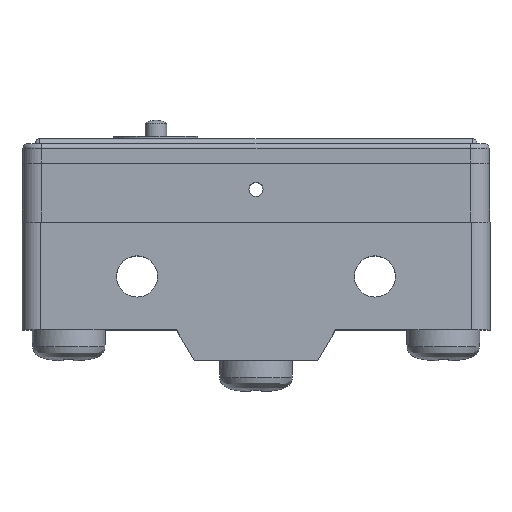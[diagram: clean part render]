
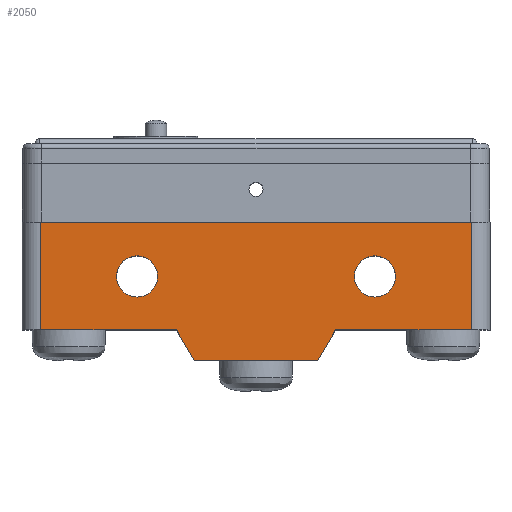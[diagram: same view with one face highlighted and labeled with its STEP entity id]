
A CAD part, top view. The second image highlights one B-rep face of the part: STEP entity #2050.
In plain terms, the highlighted planar face has unit normal (0, 0, 1).
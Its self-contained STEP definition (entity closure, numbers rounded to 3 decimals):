
#6=DIRECTION('',(1.,0.,0.));
#7=VECTOR('',#6,13.2);
#8=CARTESIAN_POINT('',(-6.6,0.,9.));
#9=LINE('',#8,#7);
#76=CARTESIAN_POINT('',(12.7,9.,9.));
#77=DIRECTION('',(0.,0.,1.));
#78=DIRECTION('',(1.,0.,0.));
#79=AXIS2_PLACEMENT_3D('',#76,#77,#78);
#81=CARTESIAN_POINT('',(12.7,9.,9.));
#82=DIRECTION('',(0.,0.,1.));
#83=DIRECTION('',(-1.,0.,0.));
#84=AXIS2_PLACEMENT_3D('',#81,#82,#83);
#86=CARTESIAN_POINT('',(-12.7,9.,9.));
#87=DIRECTION('',(0.,0.,1.));
#88=DIRECTION('',(1.,0.,0.));
#89=AXIS2_PLACEMENT_3D('',#86,#87,#88);
#91=CARTESIAN_POINT('',(-12.7,9.,9.));
#92=DIRECTION('',(0.,0.,1.));
#93=DIRECTION('',(-1.,0.,0.));
#94=AXIS2_PLACEMENT_3D('',#91,#92,#93);
#96=DIRECTION('',(0.,-1.,0.));
#97=VECTOR('',#96,11.5);
#98=CARTESIAN_POINT('',(23.,14.8,9.));
#99=LINE('',#98,#97);
#100=DIRECTION('',(-1.,0.,0.));
#101=VECTOR('',#100,14.5);
#102=CARTESIAN_POINT('',(23.,3.3,9.));
#103=LINE('',#102,#101);
#104=DIRECTION('',(-0.499,-0.867,0.));
#105=VECTOR('',#104,3.808);
#106=CARTESIAN_POINT('',(8.5,3.3,9.));
#107=LINE('',#106,#105);
#108=DIRECTION('',(-0.499,0.867,0.));
#109=VECTOR('',#108,3.808);
#110=CARTESIAN_POINT('',(-6.6,0.,9.));
#111=LINE('',#110,#109);
#112=DIRECTION('',(1.,0.,0.));
#113=VECTOR('',#112,14.5);
#114=CARTESIAN_POINT('',(-23.,3.3,9.));
#115=LINE('',#114,#113);
#116=DIRECTION('',(0.,-1.,0.));
#117=VECTOR('',#116,11.5);
#118=CARTESIAN_POINT('',(-23.,14.8,9.));
#119=LINE('',#118,#117);
#137=DIRECTION('',(1.,0.,0.));
#138=VECTOR('',#137,46.);
#139=CARTESIAN_POINT('',(-23.,14.8,9.));
#140=LINE('',#139,#138);
#1588=CARTESIAN_POINT('',(-6.6,0.,9.));
#1590=VERTEX_POINT('',#1588);
#1592=CARTESIAN_POINT('',(6.6,0.,9.));
#1594=VERTEX_POINT('',#1592);
#1596=CARTESIAN_POINT('',(-8.5,3.3,9.));
#1597=VERTEX_POINT('',#1596);
#1598=CARTESIAN_POINT('',(8.5,3.3,9.));
#1599=VERTEX_POINT('',#1598);
#1604=CARTESIAN_POINT('',(14.9,9.,9.));
#1605=CARTESIAN_POINT('',(10.5,9.,9.));
#1606=VERTEX_POINT('',#1604);
#1607=VERTEX_POINT('',#1605);
#1608=CARTESIAN_POINT('',(-10.5,9.,9.));
#1609=CARTESIAN_POINT('',(-14.9,9.,9.));
#1610=VERTEX_POINT('',#1608);
#1611=VERTEX_POINT('',#1609);
#1648=CARTESIAN_POINT('',(23.,3.3,9.));
#1649=VERTEX_POINT('',#1648);
#1650=CARTESIAN_POINT('',(23.,14.8,9.));
#1651=VERTEX_POINT('',#1650);
#1676=CARTESIAN_POINT('',(-23.,14.8,9.));
#1677=CARTESIAN_POINT('',(-23.,3.3,9.));
#1678=VERTEX_POINT('',#1676);
#1679=VERTEX_POINT('',#1677);
#2018=CARTESIAN_POINT('',(-25.,0.,9.));
#2019=DIRECTION('',(0.,0.,1.));
#2020=DIRECTION('',(1.,0.,0.));
#2021=AXIS2_PLACEMENT_3D('',#2018,#2019,#2020);
#2022=PLANE('',#2021);
#2024=ORIENTED_EDGE('',*,*,#2023,.T.);
#2026=ORIENTED_EDGE('',*,*,#2025,.T.);
#2028=ORIENTED_EDGE('',*,*,#2027,.T.);
#2029=ORIENTED_EDGE('',*,*,#1939,.F.);
#2030=ORIENTED_EDGE('',*,*,#1964,.T.);
#2032=ORIENTED_EDGE('',*,*,#2031,.F.);
#2034=ORIENTED_EDGE('',*,*,#2033,.F.);
#2036=ORIENTED_EDGE('',*,*,#2035,.T.);
#2037=EDGE_LOOP('',(#2024,#2026,#2028,#2029,#2030,#2032,#2034,#2036));
#2038=FACE_OUTER_BOUND('',#2037,.F.);
#2040=ORIENTED_EDGE('',*,*,#2039,.T.);
#2042=ORIENTED_EDGE('',*,*,#2041,.T.);
#2043=EDGE_LOOP('',(#2040,#2042));
#2044=FACE_BOUND('',#2043,.F.);
#2045=ORIENTED_EDGE('',*,*,#2008,.T.);
#2047=ORIENTED_EDGE('',*,*,#2046,.T.);
#2048=EDGE_LOOP('',(#2045,#2047));
#2049=FACE_BOUND('',#2048,.F.);
#80=CIRCLE('',#79,2.2);
#85=CIRCLE('',#84,2.2);
#90=CIRCLE('',#89,2.2);
#95=CIRCLE('',#94,2.2);
#1939=EDGE_CURVE('',#1590,#1594,#9,.T.);
#1964=EDGE_CURVE('',#1590,#1597,#111,.T.);
#2008=EDGE_CURVE('',#1606,#1607,#80,.T.);
#2023=EDGE_CURVE('',#1651,#1649,#99,.T.);
#2025=EDGE_CURVE('',#1649,#1599,#103,.T.);
#2027=EDGE_CURVE('',#1599,#1594,#107,.T.);
#2031=EDGE_CURVE('',#1679,#1597,#115,.T.);
#2033=EDGE_CURVE('',#1678,#1679,#119,.T.);
#2035=EDGE_CURVE('',#1678,#1651,#140,.T.);
#2039=EDGE_CURVE('',#1610,#1611,#90,.T.);
#2041=EDGE_CURVE('',#1611,#1610,#95,.T.);
#2046=EDGE_CURVE('',#1607,#1606,#85,.T.);
#2050=ADVANCED_FACE('',(#2038,#2044,#2049),#2022,.T.);
